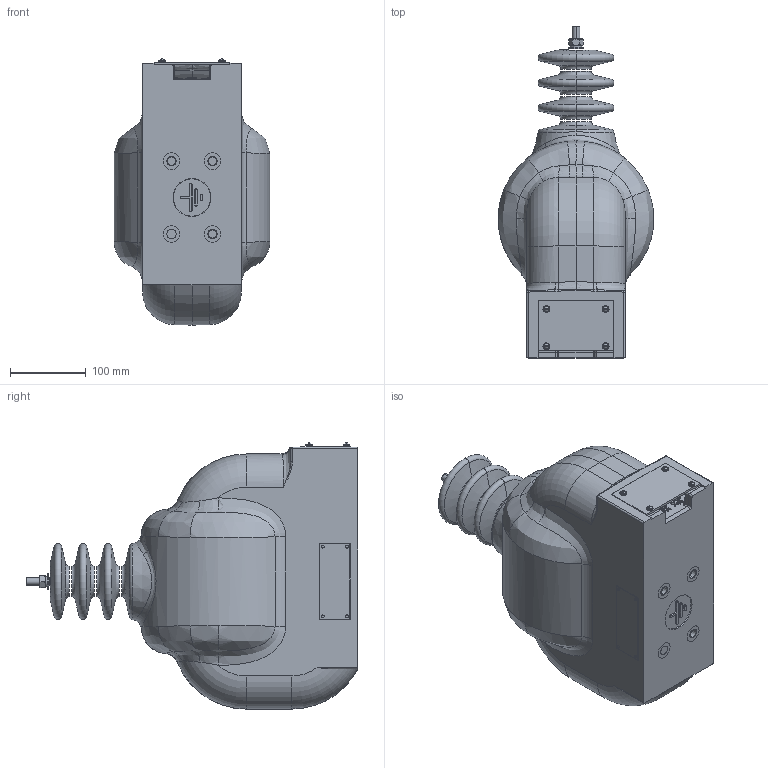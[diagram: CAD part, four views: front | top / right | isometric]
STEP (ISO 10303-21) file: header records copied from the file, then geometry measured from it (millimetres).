
FILE_DESCRIPTION (( 'STEP AP203' ), '1' );
FILE_NAME ('峭嗡 III.STEP', '2018-01-18T08:12:34', ( '' ), ( '' ), 'SwSTEP 2.0', 'SolidWorks 2010', '' );
FILE_SCHEMA (( 'CONFIG_CONTROL_DESIGN' ));
Length unit declared in the file: millimetre
Products named in the file (1): е恂 III
Bounding box: 205 x 437 x 350.56 mm (x, y, z)
Surface area: 374645.5 mm2 (no closed solid volume)
Topology: 0 solids, 33 shells, 344 faces, 1100 edges, 770 vertices
Faces by surface type: plane 119, cylinder 62, bspline 60, cone 59, torus 32, sphere 12
Entity records: 15604 total; most frequent: CARTESIAN_POINT 6084, DIRECTION 2040, ORIENTED_EDGE 1746, EDGE_CURVE 1098, AXIS2_PLACEMENT_3D 794, VERTEX_POINT 770, CIRCLE 509, LINE 452
